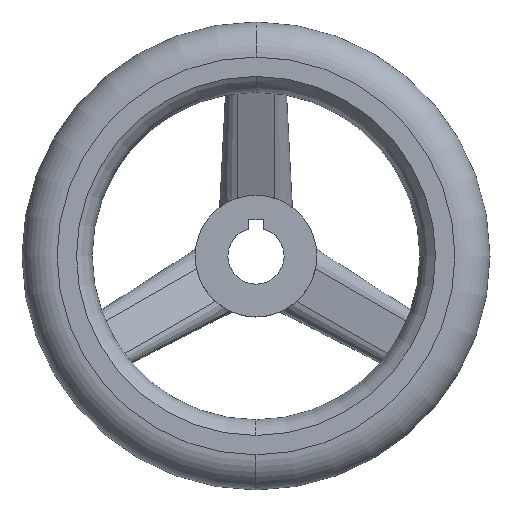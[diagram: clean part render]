
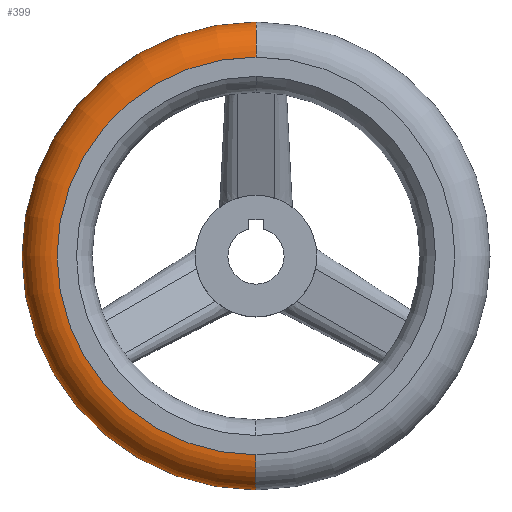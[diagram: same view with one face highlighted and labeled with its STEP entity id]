
A CAD part, top view. The second image highlights one B-rep face of the part: STEP entity #399.
In plain terms, the highlighted toroidal (fillet/blend) face has major radius 42.5 mm and minor radius 7.5 mm.
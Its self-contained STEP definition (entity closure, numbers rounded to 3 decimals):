
#319=VERTEX_POINT('',#726);
#399=ADVANCED_FACE('',(#811),#812,.T.);
#407=EDGE_CURVE('',#319,#411,#821,.T.);
#411=VERTEX_POINT('',#825);
#419=EDGE_CURVE('',#319,#455,#835,.T.);
#425=EDGE_CURVE('',#489,#455,#841,.T.);
#455=VERTEX_POINT('',#875);
#469=EDGE_CURVE('',#489,#411,#889,.T.);
#489=VERTEX_POINT('',#911);
#726=CARTESIAN_POINT('',(0.,50.,25.5));
#811=FACE_OUTER_BOUND('',#1503,.T.);
#812=TOROIDAL_SURFACE('',#1504,42.5,7.5);
#821=CIRCLE('',#1548,50.0);
#825=CARTESIAN_POINT('',(0.,-50.0,25.5));
#835=CIRCLE('',#1571,7.5);
#841=CIRCLE('',#1580,42.5);
#875=CARTESIAN_POINT('',(0.,42.5,33.0));
#889=CIRCLE('',#1638,7.5);
#911=CARTESIAN_POINT('',(0.,-42.5,33.0));
#1503=EDGE_LOOP('',(#2192,#2193,#2194,#2195));
#1504=AXIS2_PLACEMENT_3D('',#2196,#2197,#2198);
#1548=AXIS2_PLACEMENT_3D('',#2207,#2208,#2209);
#1571=AXIS2_PLACEMENT_3D('',#2229,#2230,#2231);
#1580=AXIS2_PLACEMENT_3D('',#2233,#2234,#2235);
#1638=AXIS2_PLACEMENT_3D('',#2290,#2291,#2292);
#2192=ORIENTED_EDGE('',*,*,#407,.T.);
#2193=ORIENTED_EDGE('',*,*,#469,.F.);
#2194=ORIENTED_EDGE('',*,*,#425,.T.);
#2195=ORIENTED_EDGE('',*,*,#419,.F.);
#2196=CARTESIAN_POINT('',(0.,0.,25.5));
#2197=DIRECTION('',(0.,0.,1.0));
#2198=DIRECTION('',(0.,1.0,0.0));
#2207=CARTESIAN_POINT('',(0.,0.,25.5));
#2208=DIRECTION('',(0.,0.,1.0));
#2209=DIRECTION('',(1.0,0.0,0.));
#2229=CARTESIAN_POINT('',(0.,42.5,25.5));
#2230=DIRECTION('',(1.0,0.,0.));
#2231=DIRECTION('',(0.,1.0,0.));
#2233=CARTESIAN_POINT('',(0.,0.,33.0));
#2234=DIRECTION('',(0.,0.,-1.0));
#2235=DIRECTION('',(0.,1.0,0.));
#2290=CARTESIAN_POINT('',(0.,-42.5,25.5));
#2291=DIRECTION('',(1.0,0.,0.));
#2292=DIRECTION('',(0.,-1.0,0.));
